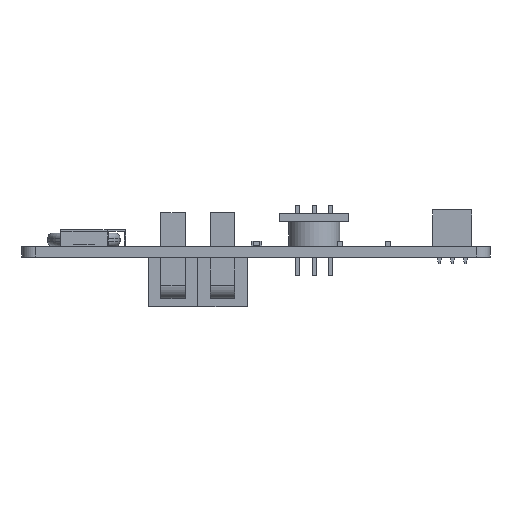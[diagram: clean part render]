
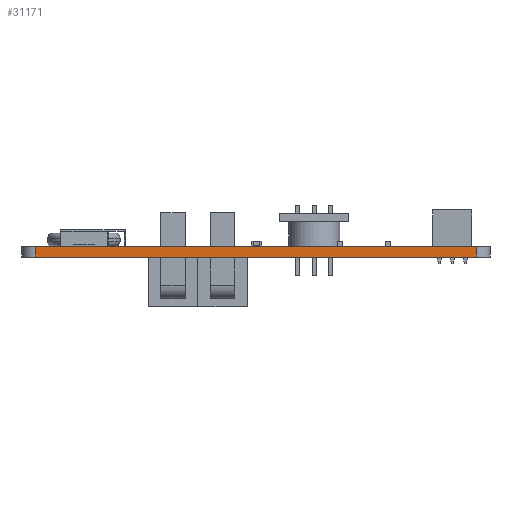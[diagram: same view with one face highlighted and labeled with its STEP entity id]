
A CAD part, front view. The second image highlights one B-rep face of the part: STEP entity #31171.
In plain terms, the highlighted planar face has unit normal (0, -1, 0).
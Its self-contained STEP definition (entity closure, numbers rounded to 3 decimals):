
#24966 = PLANE('',#24967);
#24967 = AXIS2_PLACEMENT_3D('',#24968,#24969,#24970);
#24968 = CARTESIAN_POINT('',(87.948,-69.687,1.6));
#24969 = DIRECTION('',(0.,0.,1.));
#24970 = DIRECTION('',(1.,0.,0.));
#25021 = PLANE('',#25022);
#25022 = AXIS2_PLACEMENT_3D('',#25023,#25024,#25025);
#25023 = CARTESIAN_POINT('',(87.948,-69.687,0.));
#25024 = DIRECTION('',(0.,0.,1.));
#25025 = DIRECTION('',(1.,0.,0.));
#25300 = VERTEX_POINT('',#25301);
#25301 = CARTESIAN_POINT('',(53.975,-107.569,0.));
#25316 = CYLINDRICAL_SURFACE('',#25317,2.032);
#25317 = AXIS2_PLACEMENT_3D('',#25318,#25319,#25320);
#25318 = CARTESIAN_POINT('',(53.975,-105.537,0.));
#25319 = DIRECTION('',(0.,0.,-1.));
#25320 = DIRECTION('',(1.,0.,0.));
#25328 = EDGE_CURVE('',#25300,#25329,#25331,.T.);
#25329 = VERTEX_POINT('',#25330);
#25330 = CARTESIAN_POINT('',(121.92,-107.569,0.));
#25331 = SURFACE_CURVE('',#25332,(#25336,#25343),.PCURVE_S1.);
#25332 = LINE('',#25333,#25334);
#25333 = CARTESIAN_POINT('',(53.975,-107.569,0.));
#25334 = VECTOR('',#25335,1.);
#25335 = DIRECTION('',(1.,0.,0.));
#25336 = PCURVE('',#25021,#25337);
#25337 = DEFINITIONAL_REPRESENTATION('',(#25338),#25342);
#25338 = LINE('',#25339,#25340);
#25339 = CARTESIAN_POINT('',(-33.973,-37.882));
#25340 = VECTOR('',#25341,1.);
#25341 = DIRECTION('',(1.,0.));
#25342 = ( GEOMETRIC_REPRESENTATION_CONTEXT(2) 
PARAMETRIC_REPRESENTATION_CONTEXT() REPRESENTATION_CONTEXT('2D SPACE',''
  ) );
#25343 = PCURVE('',#25344,#25349);
#25344 = PLANE('',#25345);
#25345 = AXIS2_PLACEMENT_3D('',#25346,#25347,#25348);
#25346 = CARTESIAN_POINT('',(53.975,-107.569,0.));
#25347 = DIRECTION('',(0.,1.,0.));
#25348 = DIRECTION('',(1.,0.,0.));
#25349 = DEFINITIONAL_REPRESENTATION('',(#25350),#25354);
#25350 = LINE('',#25351,#25352);
#25351 = CARTESIAN_POINT('',(0.,0.));
#25352 = VECTOR('',#25353,1.);
#25353 = DIRECTION('',(1.,0.));
#25354 = ( GEOMETRIC_REPRESENTATION_CONTEXT(2) 
PARAMETRIC_REPRESENTATION_CONTEXT() REPRESENTATION_CONTEXT('2D SPACE',''
  ) );
#25373 = CYLINDRICAL_SURFACE('',#25374,2.032);
#25374 = AXIS2_PLACEMENT_3D('',#25375,#25376,#25377);
#25375 = CARTESIAN_POINT('',(121.92,-105.537,0.));
#25376 = DIRECTION('',(0.,0.,-1.));
#25377 = DIRECTION('',(1.,0.,0.));
#28450 = VERTEX_POINT('',#28451);
#28451 = CARTESIAN_POINT('',(53.975,-107.569,1.6));
#28473 = EDGE_CURVE('',#28450,#28474,#28476,.T.);
#28474 = VERTEX_POINT('',#28475);
#28475 = CARTESIAN_POINT('',(121.92,-107.569,1.6));
#28476 = SURFACE_CURVE('',#28477,(#28481,#28488),.PCURVE_S1.);
#28477 = LINE('',#28478,#28479);
#28478 = CARTESIAN_POINT('',(53.975,-107.569,1.6));
#28479 = VECTOR('',#28480,1.);
#28480 = DIRECTION('',(1.,0.,0.));
#28481 = PCURVE('',#24966,#28482);
#28482 = DEFINITIONAL_REPRESENTATION('',(#28483),#28487);
#28483 = LINE('',#28484,#28485);
#28484 = CARTESIAN_POINT('',(-33.973,-37.882));
#28485 = VECTOR('',#28486,1.);
#28486 = DIRECTION('',(1.,0.));
#28487 = ( GEOMETRIC_REPRESENTATION_CONTEXT(2) 
PARAMETRIC_REPRESENTATION_CONTEXT() REPRESENTATION_CONTEXT('2D SPACE',''
  ) );
#28488 = PCURVE('',#25344,#28489);
#28489 = DEFINITIONAL_REPRESENTATION('',(#28490),#28494);
#28490 = LINE('',#28491,#28492);
#28491 = CARTESIAN_POINT('',(0.,-1.6));
#28492 = VECTOR('',#28493,1.);
#28493 = DIRECTION('',(1.,0.));
#28494 = ( GEOMETRIC_REPRESENTATION_CONTEXT(2) 
PARAMETRIC_REPRESENTATION_CONTEXT() REPRESENTATION_CONTEXT('2D SPACE',''
  ) );
#31121 = EDGE_CURVE('',#25329,#28474,#31122,.T.);
#31122 = SURFACE_CURVE('',#31123,(#31127,#31134),.PCURVE_S1.);
#31123 = LINE('',#31124,#31125);
#31124 = CARTESIAN_POINT('',(121.92,-107.569,0.));
#31125 = VECTOR('',#31126,1.);
#31126 = DIRECTION('',(0.,0.,1.));
#31127 = PCURVE('',#25373,#31128);
#31128 = DEFINITIONAL_REPRESENTATION('',(#31129),#31133);
#31129 = LINE('',#31130,#31131);
#31130 = CARTESIAN_POINT('',(-4.712,0.));
#31131 = VECTOR('',#31132,1.);
#31132 = DIRECTION('',(0.,-1.));
#31133 = ( GEOMETRIC_REPRESENTATION_CONTEXT(2) 
PARAMETRIC_REPRESENTATION_CONTEXT() REPRESENTATION_CONTEXT('2D SPACE',''
  ) );
#31134 = PCURVE('',#25344,#31135);
#31135 = DEFINITIONAL_REPRESENTATION('',(#31136),#31140);
#31136 = LINE('',#31137,#31138);
#31137 = CARTESIAN_POINT('',(67.945,0.));
#31138 = VECTOR('',#31139,1.);
#31139 = DIRECTION('',(0.,-1.));
#31140 = ( GEOMETRIC_REPRESENTATION_CONTEXT(2) 
PARAMETRIC_REPRESENTATION_CONTEXT() REPRESENTATION_CONTEXT('2D SPACE',''
  ) );
#31171 = ADVANCED_FACE('',(#31172),#25344,.F.);
#31172 = FACE_BOUND('',#31173,.F.);
#31173 = EDGE_LOOP('',(#31174,#31195,#31196,#31197));
#31174 = ORIENTED_EDGE('',*,*,#31175,.T.);
#31175 = EDGE_CURVE('',#25300,#28450,#31176,.T.);
#31176 = SURFACE_CURVE('',#31177,(#31181,#31188),.PCURVE_S1.);
#31177 = LINE('',#31178,#31179);
#31178 = CARTESIAN_POINT('',(53.975,-107.569,0.));
#31179 = VECTOR('',#31180,1.);
#31180 = DIRECTION('',(0.,0.,1.));
#31181 = PCURVE('',#25344,#31182);
#31182 = DEFINITIONAL_REPRESENTATION('',(#31183),#31187);
#31183 = LINE('',#31184,#31185);
#31184 = CARTESIAN_POINT('',(0.,0.));
#31185 = VECTOR('',#31186,1.);
#31186 = DIRECTION('',(0.,-1.));
#31187 = ( GEOMETRIC_REPRESENTATION_CONTEXT(2) 
PARAMETRIC_REPRESENTATION_CONTEXT() REPRESENTATION_CONTEXT('2D SPACE',''
  ) );
#31188 = PCURVE('',#25316,#31189);
#31189 = DEFINITIONAL_REPRESENTATION('',(#31190),#31194);
#31190 = LINE('',#31191,#31192);
#31191 = CARTESIAN_POINT('',(-4.712,0.));
#31192 = VECTOR('',#31193,1.);
#31193 = DIRECTION('',(0.,-1.));
#31194 = ( GEOMETRIC_REPRESENTATION_CONTEXT(2) 
PARAMETRIC_REPRESENTATION_CONTEXT() REPRESENTATION_CONTEXT('2D SPACE',''
  ) );
#31195 = ORIENTED_EDGE('',*,*,#28473,.T.);
#31196 = ORIENTED_EDGE('',*,*,#31121,.F.);
#31197 = ORIENTED_EDGE('',*,*,#25328,.F.);
